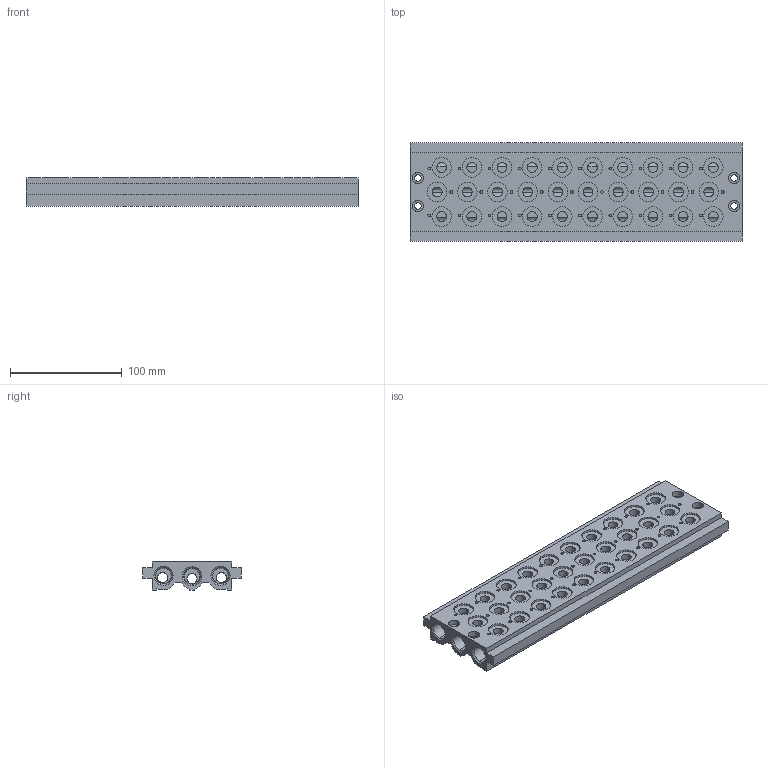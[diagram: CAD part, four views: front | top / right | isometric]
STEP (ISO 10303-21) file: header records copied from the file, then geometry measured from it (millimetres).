
FILE_DESCRIPTION (( 'STEP AP203' ), '1' );
FILE_NAME ('0224001001U.step', '2024-02-07T21:24:21', ( '' ), ( '' ), 'SwSTEP 2.0', 'SolidWorks 2023', '' );
FILE_SCHEMA (( 'CONFIG_CONTROL_DESIGN' ));
Length unit declared in the file: millimetre
Products named in the file (1): 0224001001U
Bounding box: 297 x 88 x 25.15 mm (x, y, z)
Volume: 423919 mm3; surface area: 113335 mm2
Topology: 1 solids, 1 shells, 422 faces, 1064 edges, 700 vertices
Faces by surface type: cylinder 266, plane 132, cone 24
Entity records: 15257 total; most frequent: CARTESIAN_POINT 4767, DIRECTION 2202, ORIENTED_EDGE 2128, EDGE_CURVE 1064, AXIS2_PLACEMENT_3D 899, VERTEX_POINT 700, EDGE_LOOP 552, CIRCLE 476
